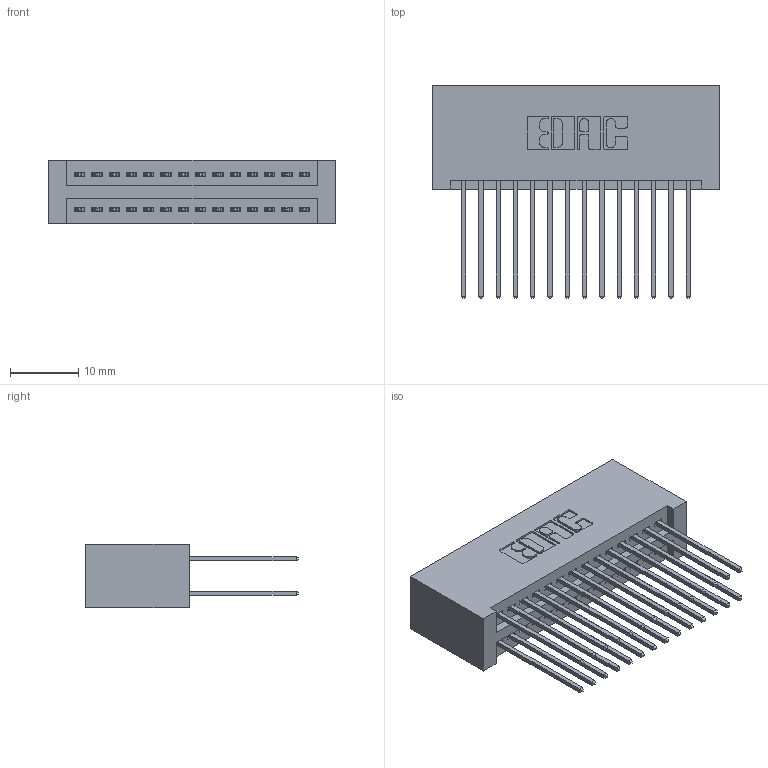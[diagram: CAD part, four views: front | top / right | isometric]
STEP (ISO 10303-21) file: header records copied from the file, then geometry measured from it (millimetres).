
FILE_DESCRIPTION (( 'STEP AP203' ), '1' );
FILE_NAME ('395-028-542-201.STEP', '2019-10-16T19:43:52', ( '' ), ( '' ), 'SwSTEP 2.0', 'SolidWorks 2016', '' );
FILE_SCHEMA (( 'CONFIG_CONTROL_DESIGN' ));
Length unit declared in the file: inch
Products named in the file (3): 395-028-542-201; 345 Part_No Mounting Lugs; 345-292-001_345-293-142
Assembly tree (29 placements, depth 2):
  395-028-542-201
    345 Part_No Mounting Lugs
    345-292-001_345-293-142  x28
Bounding box: 42.16 x 31.29 x 9.4 mm (x, y, z)
Volume: 4582.4 mm3; surface area: 7144.5 mm2
Topology: 29 solids, 29 shells, 1518 faces, 4489 edges, 2954 vertices
Faces by surface type: plane 1000, cylinder 518
Entity records: 14495 total; most frequent: CARTESIAN_POINT 2456, ORIENTED_EDGE 2390, DIRECTION 2195, EDGE_CURVE 1195, VECTOR 1015, LINE 1015, VERTEX_POINT 794, AXIS2_PLACEMENT_3D 590
